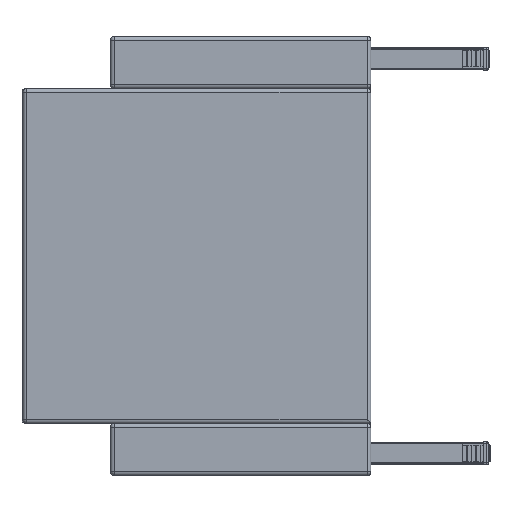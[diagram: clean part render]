
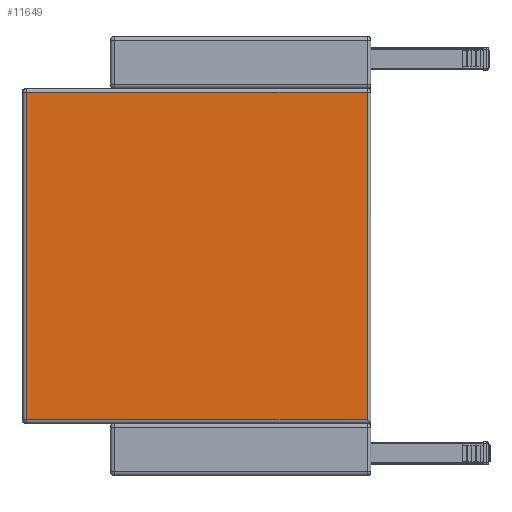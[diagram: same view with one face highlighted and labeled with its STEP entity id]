
A CAD part, left-side view. The second image highlights one B-rep face of the part: STEP entity #11649.
In plain terms, the highlighted planar face has unit normal (-1, 0, 0).
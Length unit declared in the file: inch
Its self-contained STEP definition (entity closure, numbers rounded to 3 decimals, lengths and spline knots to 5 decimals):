
#1219=PLANE('',#12820);
#1713=LINE('',#23918,#2369);
#1715=LINE('',#23937,#2371);
#1717=LINE('',#23957,#2373);
#1720=LINE('',#23986,#2376);
#2369=VECTOR('',#15289,22.89664);
#2371=VECTOR('',#15311,22.89664);
#2373=VECTOR('',#15321,22.);
#2376=VECTOR('',#15330,22.);
#3226=FACE_OUTER_BOUND('',#4099,.T.);
#4099=EDGE_LOOP('',(#9569,#9570,#9571,#9572));
#5615=VERTEX_POINT('',#23910);
#5618=VERTEX_POINT('',#23917);
#5622=VERTEX_POINT('',#23926);
#5623=VERTEX_POINT('',#23930);
#6921=EDGE_CURVE('',#5618,#5615,#1713,.T.);
#6930=EDGE_CURVE('',#5623,#5622,#1715,.T.);
#6935=EDGE_CURVE('',#5615,#5623,#1717,.T.);
#6941=EDGE_CURVE('',#5622,#5618,#1720,.T.);
#9569=ORIENTED_EDGE('',*,*,#6930,.F.);
#9570=ORIENTED_EDGE('',*,*,#6935,.F.);
#9571=ORIENTED_EDGE('',*,*,#6921,.F.);
#9572=ORIENTED_EDGE('',*,*,#6941,.F.);
#11649=ADVANCED_FACE('',(#3226),#1219,.T.);
#12820=AXIS2_PLACEMENT_3D('',#24033,#15394,#15395);
#15289=DIRECTION('',(0.,1.,0.));
#15311=DIRECTION('',(0.,-1.,0.));
#15321=DIRECTION('',(0.,0.,1.));
#15330=DIRECTION('',(0.,0.,-1.));
#15394=DIRECTION('center_axis',(-1.,0.,0.));
#15395=DIRECTION('ref_axis',(0.,1.,0.));
#23910=CARTESIAN_POINT('',(-13.5,14.77164,-23.875));
#23917=CARTESIAN_POINT('',(-13.5,-8.125,-23.875));
#23918=CARTESIAN_POINT('',(-13.5,-3.25967,-23.875));
#23926=CARTESIAN_POINT('',(-13.5,-8.125,-1.875));
#23930=CARTESIAN_POINT('',(-13.5,14.77164,-1.875));
#23937=CARTESIAN_POINT('',(-13.5,-3.25967,-1.875));
#23957=CARTESIAN_POINT('',(-13.5,14.77164,-1.625));
#23986=CARTESIAN_POINT('',(-13.5,-8.125,-13.05025));
#24033=CARTESIAN_POINT('Origin',(-13.5,-8.5,-1.625));
